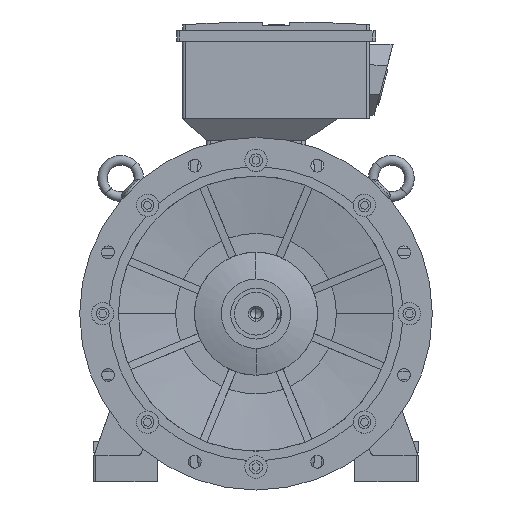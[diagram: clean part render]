
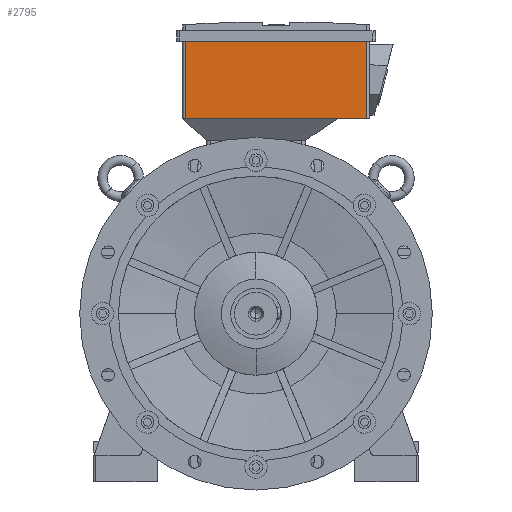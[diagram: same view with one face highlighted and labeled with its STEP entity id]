
A CAD part, left-side view. The second image highlights one B-rep face of the part: STEP entity #2795.
In plain terms, the highlighted planar face has unit normal (-1, 0, 0).
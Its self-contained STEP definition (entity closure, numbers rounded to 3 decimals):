
#2795=ADVANCED_FACE('',(#6659),#6660,.T.);
#6659=FACE_OUTER_BOUND('',#11589,.T.);
#6660=PLANE('',#11590);
#11589=EDGE_LOOP('',(#19880,#19881,#19882,#19883,#19884));
#11590=AXIS2_PLACEMENT_3D('',#19885,#19886,#19887);
#19880=ORIENTED_EDGE('',*,*,#32184,.T.);
#19881=ORIENTED_EDGE('',*,*,#31980,.T.);
#19882=ORIENTED_EDGE('',*,*,#31978,.T.);
#19883=ORIENTED_EDGE('',*,*,#31972,.T.);
#19884=ORIENTED_EDGE('',*,*,#32182,.F.);
#19885=CARTESIAN_POINT('',(5.0,-37.75,325.0));
#19886=DIRECTION('',(-1.0,0.0,0.0));
#19887=DIRECTION('',(0.0,-1.0,0.0));
#31972=EDGE_CURVE('',#39028,#39026,#39029,.T.);
#31978=EDGE_CURVE('',#39035,#39028,#39037,.T.);
#31980=EDGE_CURVE('',#39039,#39035,#39040,.T.);
#32182=EDGE_CURVE('',#39330,#39026,#39332,.T.);
#32184=EDGE_CURVE('',#39330,#39039,#39334,.T.);
#39026=VERTEX_POINT('',#50707);
#39028=VERTEX_POINT('',#50709);
#39029=LINE('',#50710,#50711);
#39035=VERTEX_POINT('',#50718);
#39037=LINE('',#50720,#50721);
#39039=VERTEX_POINT('',#50723);
#39040=LINE('',#50724,#50725);
#39330=VERTEX_POINT('',#51724);
#39332=LINE('',#51726,#51727);
#39334=LINE('',#51729,#51730);
#50707=CARTESIAN_POINT('',(5.0,132.25,510.0));
#50709=CARTESIAN_POINT('',(5.0,-207.75,510.0));
#50710=CARTESIAN_POINT('',(5.0,-37.75,510.0));
#50711=VECTOR('',#72426,1.0);
#50718=CARTESIAN_POINT('',(5.0,-207.75,365.0));
#50720=CARTESIAN_POINT('',(5.0,-207.75,325.0));
#50721=VECTOR('',#72437,1.0);
#50723=CARTESIAN_POINT('',(5.0,-152.75,365.0));
#50724=CARTESIAN_POINT('',(5.0,49.75,365.0));
#50725=VECTOR('',#72438,1.0);
#51724=CARTESIAN_POINT('',(5.0,132.25,365.0));
#51726=CARTESIAN_POINT('',(5.0,132.25,325.0));
#51727=VECTOR('',#72612,1.0);
#51729=CARTESIAN_POINT('',(5.0,49.75,365.0));
#51730=VECTOR('',#72613,1.0);
#72426=DIRECTION('',(0.0,1.0,-0.0));
#72437=DIRECTION('',(0.0,0.0,1.0));
#72438=DIRECTION('',(0.0,-1.0,0.0));
#72612=DIRECTION('',(0.0,0.0,1.0));
#72613=DIRECTION('',(0.0,-1.0,0.0));
